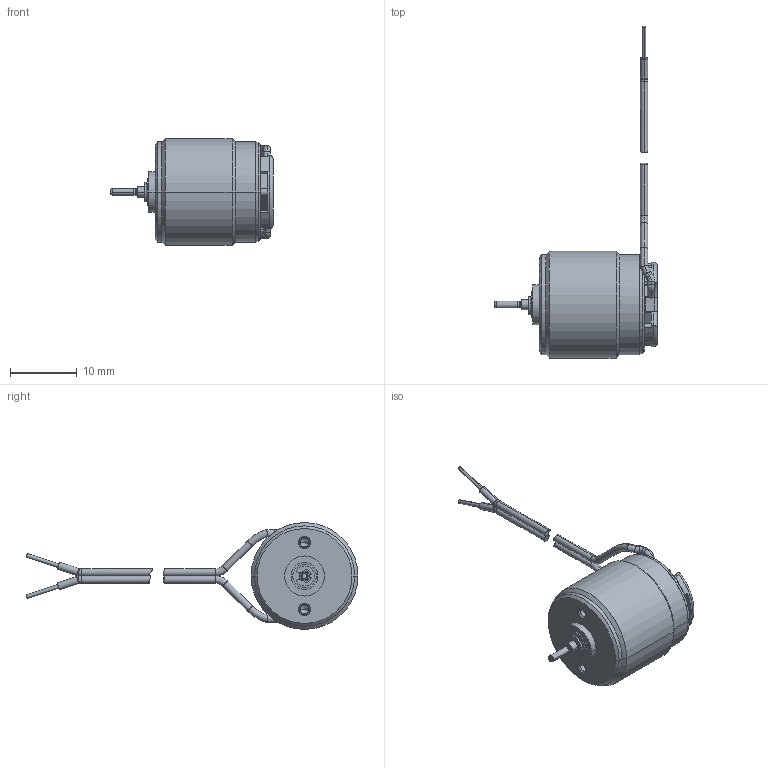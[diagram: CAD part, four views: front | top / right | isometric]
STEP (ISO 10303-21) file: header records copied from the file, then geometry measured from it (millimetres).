
FILE_DESCRIPTION((''),'2;1');
FILE_NAME('16C_67','2017-01-24T',('nishant.babu'),(''),'PRO/ENGINEER BY PARAMETRIC TECHNOLOGY CORPORATION, 2014310','PRO/ENGINEER BY PARAMETRIC TECHNOLOGY CORPORATION, 2014310','');
FILE_SCHEMA(('CONFIG_CONTROL_DESIGN'));
Length unit declared in the file: millimetre
Products named in the file (1): 16C_67
Bounding box: 24.4 x 49.7 x 16 mm (x, y, z)
Volume: 3253.4 mm3; surface area: 1789.5 mm2
Topology: 2 solids, 5 shells, 254 faces, 619 edges, 379 vertices
Faces by surface type: cylinder 96, plane 84, torus 40, cone 20, extrusion 10, revolution 4
Entity records: 7950 total; most frequent: CARTESIAN_POINT 1841, DIRECTION 1335, ORIENTED_EDGE 1222, EDGE_CURVE 615, AXIS2_PLACEMENT_3D 527, VERTEX_POINT 379, EDGE_LOOP 278, CIRCLE 278
